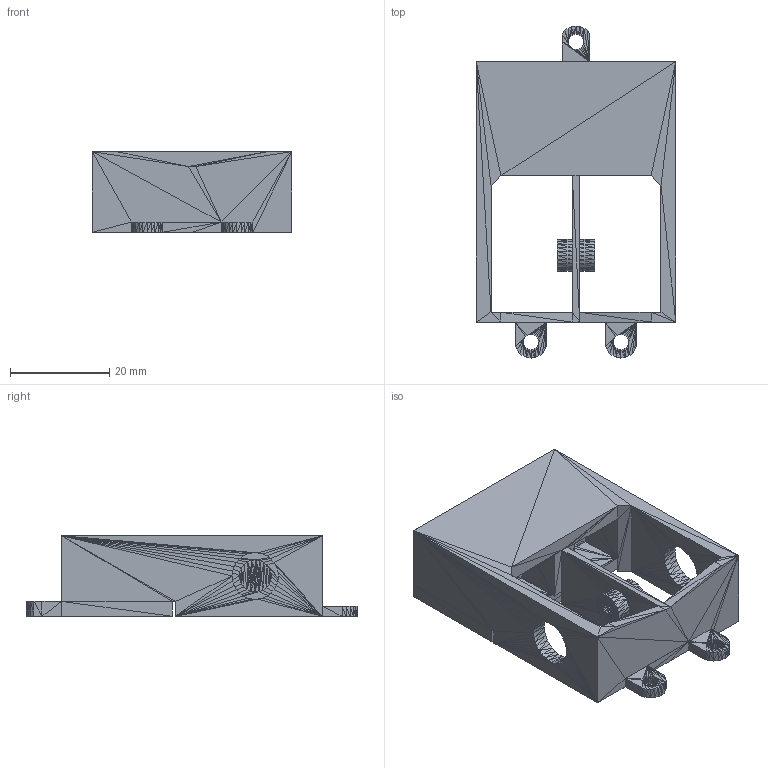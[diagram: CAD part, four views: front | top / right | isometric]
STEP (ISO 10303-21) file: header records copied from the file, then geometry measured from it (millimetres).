
FILE_DESCRIPTION((''),'2;1');
FILE_NAME('micromouse v5(2)', '2025-02-15T15:35:52', (''), (''), 'ImageToStl.com STEP Converter','', '');
FILE_SCHEMA(('AUTOMOTIVE_DESIGN_CC2'));
Length unit declared in the file: metre
Products named in the file (1): product0
Bounding box: 40.25 x 66.9 x 16.25 mm (x, y, z)
Surface area: 10998.2 mm2 (no closed solid volume)
Topology: 0 solids, 1615 shells, 1615 faces, 4829 edges, 779 vertices
Faces by surface type: plane 1615
Entity records: 37116 total; most frequent: DIRECTION 8077, ORIENTED_EDGE 4845, EDGE_CURVE 4845, LINE 4845, VECTOR 4845, AXIS2_PLACEMENT_3D 1616, FACE_SURFACE 1615, PLANE 1615
